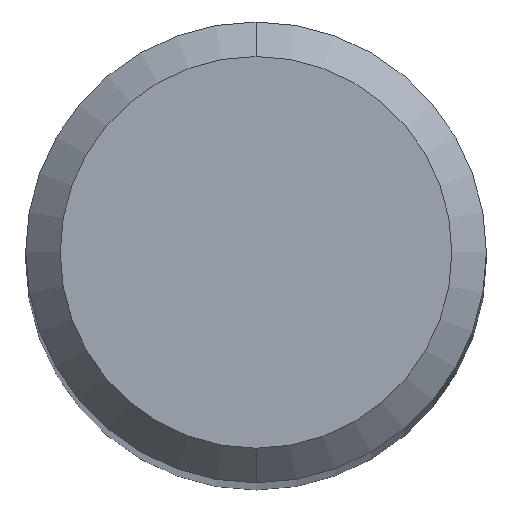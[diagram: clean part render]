
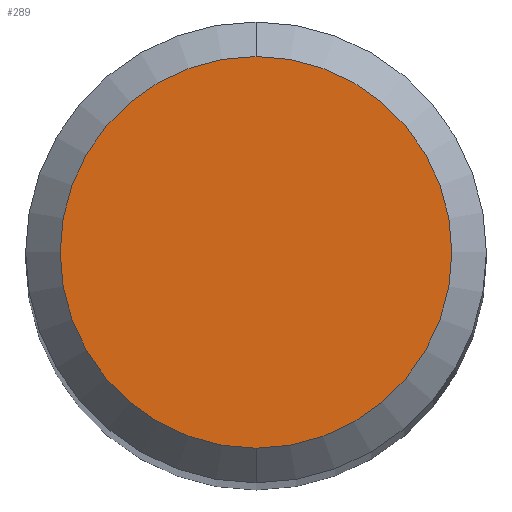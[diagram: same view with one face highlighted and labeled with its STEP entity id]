
A CAD part, top view. The second image highlights one B-rep face of the part: STEP entity #289.
In plain terms, the highlighted planar face has unit normal (0, 0, 1).
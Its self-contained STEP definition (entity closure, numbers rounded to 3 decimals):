
#289=ADVANCED_FACE('',(#609),#610,.T.);
#311=VERTEX_POINT('',#633);
#323=VERTEX_POINT('',#645);
#405=EDGE_CURVE('',#323,#311,#738,.T.);
#443=EDGE_CURVE('',#311,#323,#779,.T.);
#609=FACE_OUTER_BOUND('',#1101,.T.);
#610=PLANE('',#1102);
#633=CARTESIAN_POINT('',(0.0,1.7,0.0));
#645=CARTESIAN_POINT('',(0.,-1.7,0.0));
#738=CIRCLE('',#1311,1.7);
#779=CIRCLE('',#1377,1.7);
#1101=EDGE_LOOP('',(#1607,#1608));
#1102=AXIS2_PLACEMENT_3D('',#1609,#1610,#1611);
#1311=AXIS2_PLACEMENT_3D('',#1752,#1753,#1754);
#1377=AXIS2_PLACEMENT_3D('',#1788,#1789,#1790);
#1607=ORIENTED_EDGE('',*,*,#443,.F.);
#1608=ORIENTED_EDGE('',*,*,#405,.F.);
#1609=CARTESIAN_POINT('',(0.0,0.85,0.0));
#1610=DIRECTION('',(-0.0,0.0,1.0));
#1611=DIRECTION('',(0.0,-1.0,0.0));
#1752=CARTESIAN_POINT('',(0.0,0.0,0.0));
#1753=DIRECTION('',(0.0,0.0,-1.0));
#1754=DIRECTION('',(0.0,1.0,0.0));
#1788=CARTESIAN_POINT('',(0.0,0.0,0.0));
#1789=DIRECTION('',(0.0,0.0,-1.0));
#1790=DIRECTION('',(0.0,1.0,0.0));
